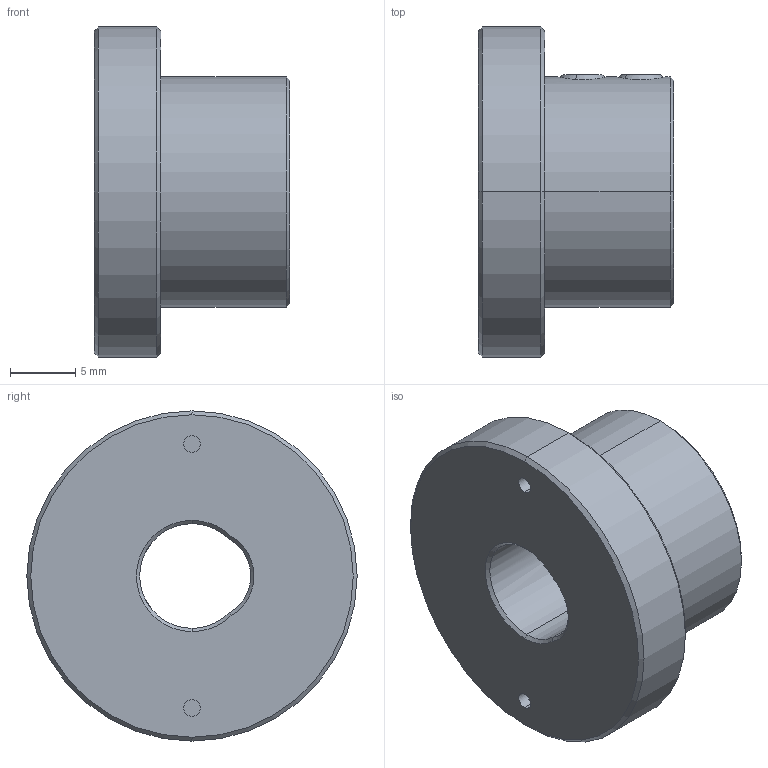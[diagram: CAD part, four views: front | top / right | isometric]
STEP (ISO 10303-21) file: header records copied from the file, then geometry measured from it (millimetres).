
FILE_DESCRIPTION (( 'STEP AP203' ), '1' );
FILE_NAME ('1.6.5.4_ZSG-1W8N_光纤转接件，SM1外螺纹转φ8mm.STEP', '2024-04-13T08:52:51', ( '' ), ( '' ), 'SwSTEP 2.0', 'SolidWorks 2021', '' );
FILE_SCHEMA (( 'CONFIG_CONTROL_DESIGN' ));
Length unit declared in the file: millimetre
Products named in the file (3): 1.6.5.4_ZSG-1W8N_光纤转接件，SM1外螺纹转φ8mm; 30.8.8-14，M4尼龙头顶丝，A_30.8.8-LNJ4*4; 1.6.5.4.1，光纤转接件主体，SM1外螺纹转φ8mm，A
Assembly tree (3 placements, depth 2):
  1.6.5.4_ZSG-1W8N_光纤转接件，SM1外螺纹转φ8mm
    1.6.5.4.1，光纤转接件主体，SM1外螺纹转φ8mm，A
    30.8.8-14，M4尼龙头顶丝，A_30.8.8-LNJ4*4  x2
Bounding box: 15 x 25.4 x 25.4 mm (x, y, z)
Volume: 4225.4 mm3; surface area: 2459.6 mm2
Topology: 3 solids, 3 shells, 83 faces, 182 edges, 112 vertices
Faces by surface type: cylinder 28, cone 26, plane 25, bspline 4
Entity records: 4733 total; most frequent: CARTESIAN_POINT 3006, DIRECTION 300, ORIENTED_EDGE 280, EDGE_CURVE 140, AXIS2_PLACEMENT_3D 124, VERTEX_POINT 86, EDGE_LOOP 76, ADVANCED_FACE 64
